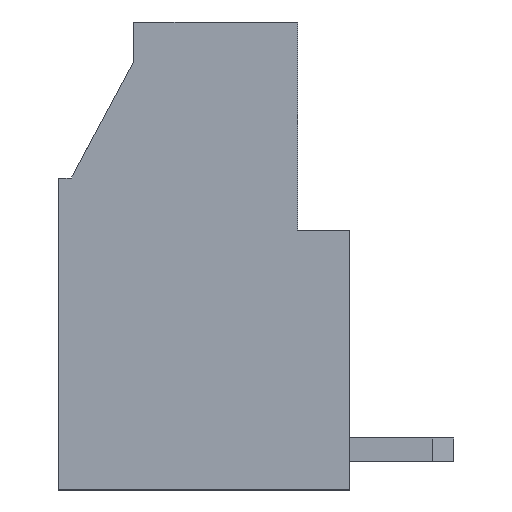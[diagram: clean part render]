
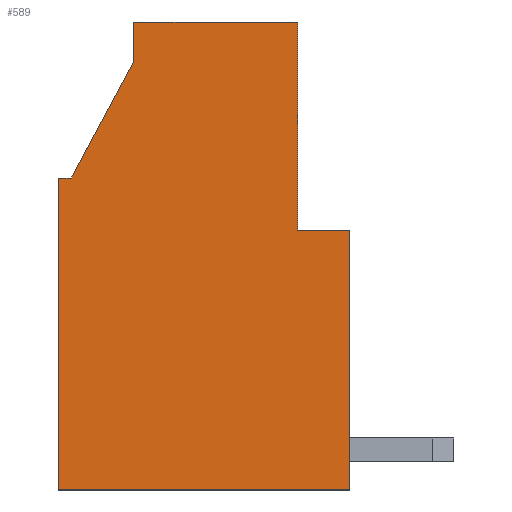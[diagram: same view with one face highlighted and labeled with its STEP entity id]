
A CAD part, front view. The second image highlights one B-rep face of the part: STEP entity #589.
In plain terms, the highlighted planar face has unit normal (0, -1, 0).
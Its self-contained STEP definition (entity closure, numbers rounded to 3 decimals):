
#589 = ADVANCED_FACE( '', ( #1420 ), #1421, .T. );
#1420 = FACE_OUTER_BOUND( '', #2520, .T. );
#1421 = PLANE( '', #2521 );
#2520 = EDGE_LOOP( '', ( #4049, #4050, #4051, #4052, #4053, #4054, #4055, #4056, #4057 ) );
#2521 = AXIS2_PLACEMENT_3D( '', #4058, #4059, #4060 );
#4049 = ORIENTED_EDGE( '', *, *, #6861, .F. );
#4050 = ORIENTED_EDGE( '', *, *, #7093, .F. );
#4051 = ORIENTED_EDGE( '', *, *, #7094, .F. );
#4052 = ORIENTED_EDGE( '', *, *, #6880, .F. );
#4053 = ORIENTED_EDGE( '', *, *, #7095, .F. );
#4054 = ORIENTED_EDGE( '', *, *, #6686, .F. );
#4055 = ORIENTED_EDGE( '', *, *, #7096, .T. );
#4056 = ORIENTED_EDGE( '', *, *, #7097, .T. );
#4057 = ORIENTED_EDGE( '', *, *, #7098, .T. );
#4058 = CARTESIAN_POINT( '', ( 11.37, 8.5, 20.06 ) );
#4059 = DIRECTION( '', ( 0., -1., 0. ) );
#4060 = DIRECTION( '', ( 1., 0., 0. ) );
#6686 = EDGE_CURVE( '', #7987, #7989, #7990, .T. );
#6861 = EDGE_CURVE( '', #8298, #8300, #8301, .T. );
#6880 = EDGE_CURVE( '', #8332, #8334, #8335, .T. );
#7093 = EDGE_CURVE( '', #8691, #8298, #8692, .T. );
#7094 = EDGE_CURVE( '', #8334, #8691, #8693, .T. );
#7095 = EDGE_CURVE( '', #7989, #8332, #8694, .T. );
#7096 = EDGE_CURVE( '', #7987, #8695, #8696, .T. );
#7097 = EDGE_CURVE( '', #8695, #8697, #8698, .T. );
#7098 = EDGE_CURVE( '', #8697, #8300, #8699, .T. );
#7987 = VERTEX_POINT( '', #9908 );
#7989 = VERTEX_POINT( '', #9911 );
#7990 = LINE( '', #9912, #9913 );
#8298 = VERTEX_POINT( '', #10359 );
#8300 = VERTEX_POINT( '', #10362 );
#8301 = LINE( '', #10363, #10364 );
#8332 = VERTEX_POINT( '', #10409 );
#8334 = VERTEX_POINT( '', #10412 );
#8335 = LINE( '', #10413, #10414 );
#8691 = VERTEX_POINT( '', #10925 );
#8692 = LINE( '', #10926, #10927 );
#8693 = LINE( '', #10928, #10929 );
#8694 = LINE( '', #10930, #10931 );
#8695 = VERTEX_POINT( '', #10932 );
#8696 = LINE( '', #10933, #10934 );
#8697 = VERTEX_POINT( '', #10935 );
#8698 = LINE( '', #10936, #10937 );
#8699 = LINE( '', #10938, #10939 );
#9908 = CARTESIAN_POINT( '', ( -2.45, 8.5, 19. ) );
#9911 = CARTESIAN_POINT( '', ( 3.85, 8.5, 19. ) );
#9912 = CARTESIAN_POINT( '', ( 6.85, 8.5, 19. ) );
#9913 = VECTOR( '', #12725, 1000. );
#10359 = CARTESIAN_POINT( '', ( -5.35, 8.5, 1. ) );
#10362 = CARTESIAN_POINT( '', ( -5.35, 8.5, 13. ) );
#10363 = CARTESIAN_POINT( '', ( -5.35, 8.5, 2.4 ) );
#10364 = VECTOR( '', #12877, 1000. );
#10409 = CARTESIAN_POINT( '', ( 3.85, 8.5, 11. ) );
#10412 = CARTESIAN_POINT( '', ( 5.85, 8.5, 11. ) );
#10413 = CARTESIAN_POINT( '', ( 6.85, 8.5, 11. ) );
#10414 = VECTOR( '', #12893, 1000. );
#10925 = CARTESIAN_POINT( '', ( 5.85, 8.5, 1. ) );
#10926 = CARTESIAN_POINT( '', ( 6.85, 8.5, 1. ) );
#10927 = VECTOR( '', #13097, 1000. );
#10928 = CARTESIAN_POINT( '', ( 5.85, 8.5, 2.4 ) );
#10929 = VECTOR( '', #13098, 1000. );
#10930 = CARTESIAN_POINT( '', ( 3.85, 8.5, 2.4 ) );
#10931 = VECTOR( '', #13099, 1000. );
#10932 = CARTESIAN_POINT( '', ( -2.45, 8.5, 17.5 ) );
#10933 = CARTESIAN_POINT( '', ( -2.45, 8.5, 2.4 ) );
#10934 = VECTOR( '', #13100, 1000. );
#10935 = CARTESIAN_POINT( '', ( -4.85, 8.5, 13. ) );
#10936 = CARTESIAN_POINT( '', ( -10.503, 8.5, 2.4 ) );
#10937 = VECTOR( '', #13101, 1000. );
#10938 = CARTESIAN_POINT( '', ( 6.85, 8.5, 13. ) );
#10939 = VECTOR( '', #13102, 1000. );
#12725 = DIRECTION( '', ( 1., 0., 0. ) );
#12877 = DIRECTION( '', ( 0., 0., 1. ) );
#12893 = DIRECTION( '', ( 1., 0., 0. ) );
#13097 = DIRECTION( '', ( -1., 0., 0. ) );
#13098 = DIRECTION( '', ( 0., 0., -1. ) );
#13099 = DIRECTION( '', ( 0., 0., -1. ) );
#13100 = DIRECTION( '', ( 0., 0., -1. ) );
#13101 = DIRECTION( '', ( -0.471, 0., -0.882 ) );
#13102 = DIRECTION( '', ( -1., 0., 0. ) );
